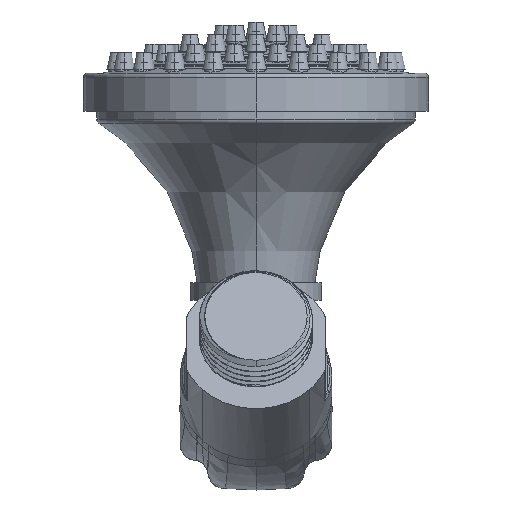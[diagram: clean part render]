
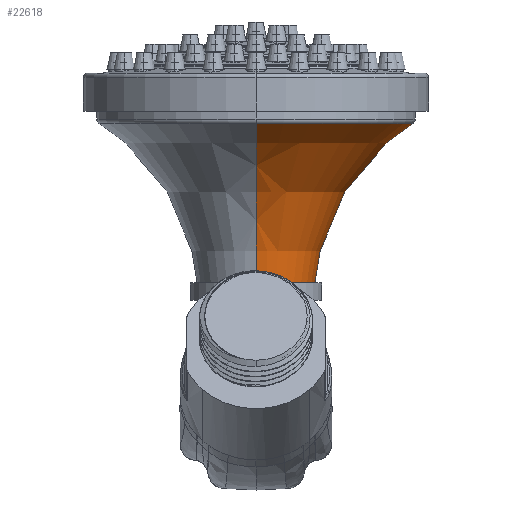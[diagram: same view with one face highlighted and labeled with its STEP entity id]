
A CAD part, front view. The second image highlights one B-rep face of the part: STEP entity #22618.
In plain terms, the highlighted toroidal (fillet/blend) face has major radius 48.758 mm and minor radius 38.1 mm.
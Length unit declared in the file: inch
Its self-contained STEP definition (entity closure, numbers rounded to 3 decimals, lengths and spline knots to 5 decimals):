
#1937=CARTESIAN_POINT('',(0.,5.125,0.933));
#1938=DIRECTION('',(0.,0.,1.));
#1939=DIRECTION('',(0.,-1.,0.));
#1940=AXIS2_PLACEMENT_3D('',#1937,#1938,#1939);
#1947=CARTESIAN_POINT('',(0.,5.125,2.08197));
#1948=DIRECTION('',(0.,0.,1.));
#1949=DIRECTION('',(0.,-1.,0.));
#1950=AXIS2_PLACEMENT_3D('',#1947,#1948,#1949);
#1952=CARTESIAN_POINT('',(0.,3.20539,0.80599));
#1953=DIRECTION('',(-1.,0.,0.));
#1954=DIRECTION('',(0.,0.526,0.851));
#1955=AXIS2_PLACEMENT_3D('',#1952,#1953,#1954);
#1957=CARTESIAN_POINT('',(0.,7.04461,0.80599));
#1958=DIRECTION('',(1.,0.,0.));
#1959=DIRECTION('',(0.,-0.526,0.851));
#1960=AXIS2_PLACEMENT_3D('',#1957,#1958,#1959);
#14202=CARTESIAN_POINT('',(0.,3.99397,2.08197));
#14204=VERTEX_POINT('',#14202);
#14205=CARTESIAN_POINT('',(0.,4.7,0.933));
#14206=VERTEX_POINT('',#14205);
#14208=CARTESIAN_POINT('',(0.,6.25603,2.08197));
#14210=VERTEX_POINT('',#14208);
#14211=CARTESIAN_POINT('',(0.,5.55,0.933));
#14212=VERTEX_POINT('',#14211);
#22604=CARTESIAN_POINT('',(0.,5.125,0.80599));
#22605=DIRECTION('',(0.,0.,1.));
#22606=DIRECTION('',(0.,1.,0.));
#22607=AXIS2_PLACEMENT_3D('',#22604,#22605,#22606);
#22608=TOROIDAL_SURFACE('',#22607,1.91961,1.5);
#22610=ORIENTED_EDGE('',*,*,#22609,.F.);
#22612=ORIENTED_EDGE('',*,*,#22611,.T.);
#22614=ORIENTED_EDGE('',*,*,#22613,.T.);
#22615=ORIENTED_EDGE('',*,*,#22597,.F.);
#22616=EDGE_LOOP('',(#22610,#22612,#22614,#22615));
#22617=FACE_OUTER_BOUND('',#22616,.F.);
#22618=ADVANCED_FACE('',(#22617),#22608,.F.);
#1941=CIRCLE('',#1940,0.425);
#1951=CIRCLE('',#1950,1.13103);
#1956=CIRCLE('',#1955,1.5);
#1961=CIRCLE('',#1960,1.5);
#22597=EDGE_CURVE('',#14206,#14212,#1941,.T.);
#22609=EDGE_CURVE('',#14204,#14206,#1956,.T.);
#22611=EDGE_CURVE('',#14204,#14210,#1951,.T.);
#22613=EDGE_CURVE('',#14210,#14212,#1961,.T.);
